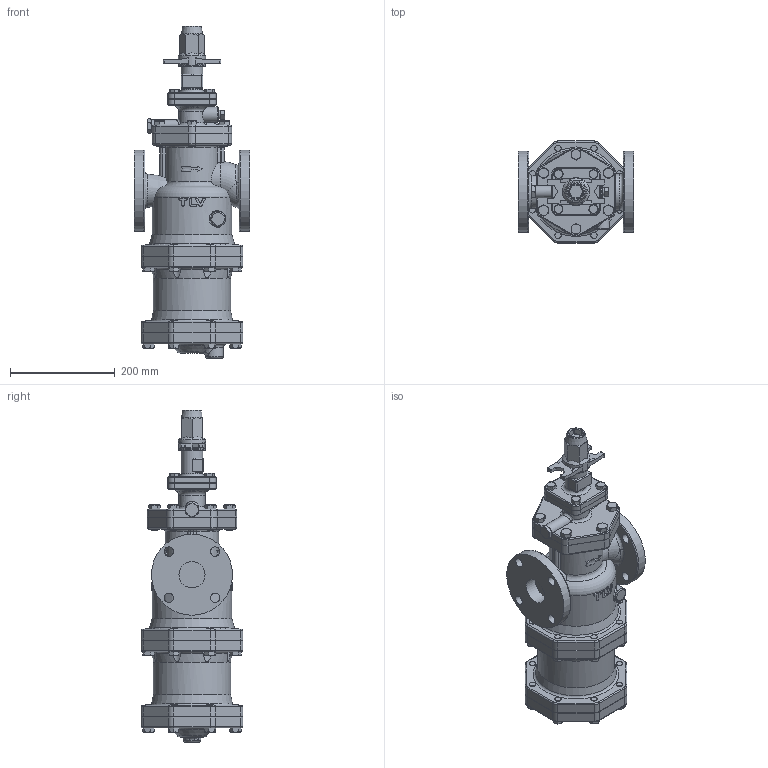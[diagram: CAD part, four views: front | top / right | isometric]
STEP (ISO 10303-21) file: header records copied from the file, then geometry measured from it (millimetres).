
FILE_DESCRIPTION(/* description */ (''),/* implementation_level */ '2;1');
FILE_NAME(/* name */ 'acs10-050-jis10-00.stp',/* time_stamp */ '2017-11-13T16:18:25+09:00',/* author */ ('nakaot'),/* organization */ (''),/* preprocessor_version */ 'ST-DEVELOPER v15.6',/* originating_system */ 'Autodesk Inventor 2015',/* authorisation */ '');
FILE_SCHEMA (('CONFIG_CONTROL_DESIGN'));
Length unit declared in the file: millimetre
Products named in the file (1): acs10-050-jis10-00
Bounding box: 220 x 195 x 635 mm (x, y, z)
Volume: 9457151.6 mm3; surface area: 594152.5 mm2
Topology: 1 solids, 1 shells, 1049 faces, 2515 edges, 1556 vertices
Faces by surface type: plane 422, cylinder 285, cone 169, torus 100, bspline 59, sphere 14
Full cylindrical faces by diameter (mm): 10 x8, 12 x48, 14 x22, 17.475 x1, 18 x8, 24 x1, 42 x1, 50 x2, 52 x1, 80 x1, 120 x1, 148 x1, 150 x2, 152 x1, 155 x2
Entity records: 40991 total; most frequent: CARTESIAN_POINT 18370, ORIENTED_EDGE 4646, DIRECTION 4605, EDGE_CURVE 2323, AXIS2_PLACEMENT_3D 1869, VERTEX_POINT 1502, EDGE_LOOP 1345, FACE_OUTER_BOUND 1049
